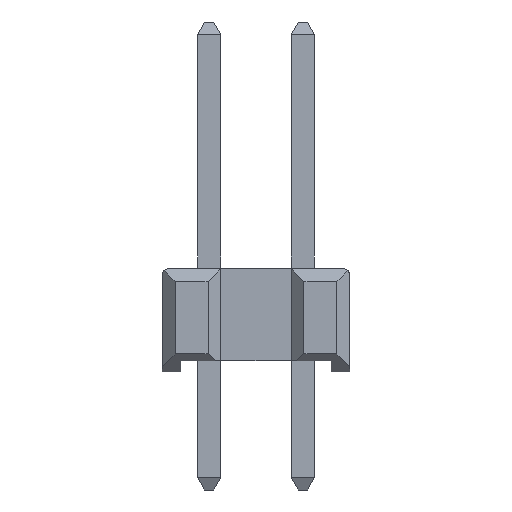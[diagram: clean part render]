
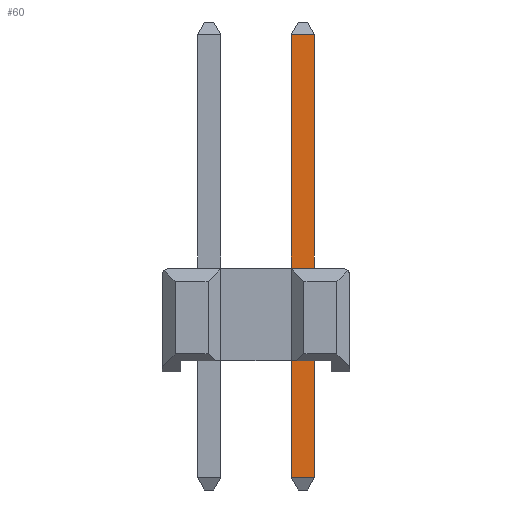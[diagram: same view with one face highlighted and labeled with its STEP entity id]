
A CAD part, left-side view. The second image highlights one B-rep face of the part: STEP entity #60.
In plain terms, the highlighted planar face has unit normal (-1, 0, 0).
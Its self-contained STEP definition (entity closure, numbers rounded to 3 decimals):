
#60=ADVANCED_FACE('',(#128),#1698,.T.);
#128=FACE_OUTER_BOUND('',#196,.T.);
#196=EDGE_LOOP('',(#277,#278,#279,#280));
#277=ORIENTED_EDGE('',*,*,#1437,.T.);
#278=ORIENTED_EDGE('',*,*,#1436,.F.);
#279=ORIENTED_EDGE('',*,*,#1438,.T.);
#280=ORIENTED_EDGE('',*,*,#1427,.F.);
#597=PCURVE('',#1759,#929);
#608=PCURVE('',#1760,#940);
#609=PCURVE('',#1698,#941);
#610=PCURVE('',#1698,#942);
#611=PCURVE('',#1698,#943);
#612=PCURVE('',#1698,#944);
#630=PCURVE('',#1703,#962);
#643=PCURVE('',#1706,#975);
#929=DEFINITIONAL_REPRESENTATION('',(#1819),#4287);
#940=DEFINITIONAL_REPRESENTATION('',(#1839),#4287);
#941=DEFINITIONAL_REPRESENTATION('',(#1841),#4287);
#942=DEFINITIONAL_REPRESENTATION('',(#1842),#4287);
#943=DEFINITIONAL_REPRESENTATION('',(#1844),#4287);
#944=DEFINITIONAL_REPRESENTATION('',(#1845),#4287);
#962=DEFINITIONAL_REPRESENTATION('',(#1871),#4287);
#975=DEFINITIONAL_REPRESENTATION('',(#1891),#4287);
#1261=SURFACE_CURVE('',#1818,(#597,#612),.PCURVE_S1.);
#1270=SURFACE_CURVE('',#1838,(#608,#610),.PCURVE_S1.);
#1271=SURFACE_CURVE('',#1840,(#609,#630),.PCURVE_S1.);
#1272=SURFACE_CURVE('',#1843,(#611,#643),.PCURVE_S1.);
#1427=EDGE_CURVE('',#1595,#1593,#1261,.T.);
#1436=EDGE_CURVE('',#1599,#1600,#1270,.T.);
#1437=EDGE_CURVE('',#1595,#1600,#1271,.T.);
#1438=EDGE_CURVE('',#1599,#1593,#1272,.T.);
#1593=VERTEX_POINT('',#2825);
#1595=VERTEX_POINT('',#2827);
#1599=VERTEX_POINT('',#2831);
#1600=VERTEX_POINT('',#2832);
#1698=PLANE('',#2322);
#1703=PLANE('',#2327);
#1706=PLANE('',#2330);
#1759=B_SPLINE_SURFACE_WITH_KNOTS('',1,1,((#2805,#2806),(#2807,#2808)),
 .UNSPECIFIED.,.F.,.F.,.F.,(2,2),(2,2),(-9.358,0.093),
(-0.64,0.01),.UNSPECIFIED.);
#1760=B_SPLINE_SURFACE_WITH_KNOTS('',1,1,((#2810,#2811),(#2812,#2813)),
 .UNSPECIFIED.,.F.,.F.,.F.,(2,2),(2,2),(-0.64,0.01),(-9.358,
0.093),.UNSPECIFIED.);
#1818=B_SPLINE_CURVE_WITH_KNOTS('',1,(#2841,#2842),.UNSPECIFIED.,.F.,.F.,
(2,2),(-20.383,-11.156),.UNSPECIFIED.);
#1819=B_SPLINE_CURVE_WITH_KNOTS('',1,(#2843,#2844),.UNSPECIFIED.,.F.,.F.,
(2,2),(-20.383,-11.156),.UNSPECIFIED.);
#1838=B_SPLINE_CURVE_WITH_KNOTS('',1,(#2887,#2888),.UNSPECIFIED.,.F.,.F.,
(2,2),(-10.526,-1.298),.UNSPECIFIED.);
#1839=B_SPLINE_CURVE_WITH_KNOTS('',1,(#2889,#2890),.UNSPECIFIED.,.F.,.F.,
(2,2),(-10.526,-1.298),.UNSPECIFIED.);
#1840=B_SPLINE_CURVE_WITH_KNOTS('',1,(#2891,#2892),.UNSPECIFIED.,.F.,.F.,
(2,2),(0.,0.63),.UNSPECIFIED.);
#1841=B_SPLINE_CURVE_WITH_KNOTS('',1,(#2893,#2894),.UNSPECIFIED.,.F.,.F.,
(2,2),(0.,0.63),.UNSPECIFIED.);
#1842=B_SPLINE_CURVE_WITH_KNOTS('',1,(#2895,#2896),.UNSPECIFIED.,.F.,.F.,
(2,2),(-10.526,-1.298),.UNSPECIFIED.);
#1843=B_SPLINE_CURVE_WITH_KNOTS('',1,(#2897,#2898),.UNSPECIFIED.,.F.,.F.,
(2,2),(10.526,11.156),.UNSPECIFIED.);
#1844=B_SPLINE_CURVE_WITH_KNOTS('',1,(#2899,#2900),.UNSPECIFIED.,.F.,.F.,
(2,2),(10.526,11.156),.UNSPECIFIED.);
#1845=B_SPLINE_CURVE_WITH_KNOTS('',1,(#2901,#2902),.UNSPECIFIED.,.F.,.F.,
(2,2),(-20.383,-11.156),.UNSPECIFIED.);
#1871=B_SPLINE_CURVE_WITH_KNOTS('',1,(#2953,#2954),.UNSPECIFIED.,.F.,.F.,
(2,2),(0.,0.63),.UNSPECIFIED.);
#1891=B_SPLINE_CURVE_WITH_KNOTS('',1,(#2993,#2994),.UNSPECIFIED.,.F.,.F.,
(2,2),(10.526,11.156),.UNSPECIFIED.);
#2322=AXIS2_PLACEMENT_3D('',#2814,#2388,$);
#2327=AXIS2_PLACEMENT_3D('',#2819,#2393,$);
#2330=AXIS2_PLACEMENT_3D('',#2822,#2396,$);
#2388=DIRECTION('',(-1.,0.,0.));
#2393=DIRECTION('',(-0.873,0.,0.488));
#2396=DIRECTION('',(-0.873,0.,-0.487));
#2805=CARTESIAN_POINT('',(-0.325,-1.585,9.326));
#2806=CARTESIAN_POINT('',(0.325,-1.585,9.326));
#2807=CARTESIAN_POINT('',(-0.325,-1.585,-2.981));
#2808=CARTESIAN_POINT('',(0.325,-1.585,-2.981));
#2810=CARTESIAN_POINT('',(-0.325,-0.955,9.326));
#2811=CARTESIAN_POINT('',(-0.325,-0.955,-2.981));
#2812=CARTESIAN_POINT('',(0.325,-0.955,9.326));
#2813=CARTESIAN_POINT('',(0.325,-0.955,-2.981));
#2814=CARTESIAN_POINT('',(-0.315,-1.595,9.326));
#2819=CARTESIAN_POINT('',(-0.12,-1.595,9.504));
#2822=CARTESIAN_POINT('',(-0.12,-1.595,-3.209));
#2825=CARTESIAN_POINT('',(-0.315,-1.585,-2.86));
#2827=CARTESIAN_POINT('',(-0.315,-1.585,9.156));
#2831=CARTESIAN_POINT('',(-0.315,-0.955,-2.86));
#2832=CARTESIAN_POINT('',(-0.315,-0.955,9.156));
#2841=CARTESIAN_POINT('',(-0.315,-1.585,9.156));
#2842=CARTESIAN_POINT('',(-0.315,-1.585,-2.86));
#2843=CARTESIAN_POINT('',(-9.227,-0.63));
#2844=CARTESIAN_POINT('',(0.,-0.63));
#2887=CARTESIAN_POINT('',(-0.315,-0.955,-2.86));
#2888=CARTESIAN_POINT('',(-0.315,-0.955,9.156));
#2889=CARTESIAN_POINT('',(-0.63,0.));
#2890=CARTESIAN_POINT('',(-0.63,-9.227));
#2891=CARTESIAN_POINT('',(-0.315,-1.585,9.156));
#2892=CARTESIAN_POINT('',(-0.315,-0.955,9.156));
#2893=CARTESIAN_POINT('',(0.,0.038));
#2894=CARTESIAN_POINT('',(0.63,0.038));
#2895=CARTESIAN_POINT('',(0.63,9.266));
#2896=CARTESIAN_POINT('',(0.63,0.038));
#2897=CARTESIAN_POINT('',(-0.315,-0.955,-2.86));
#2898=CARTESIAN_POINT('',(-0.315,-1.585,-2.86));
#2899=CARTESIAN_POINT('',(0.63,9.266));
#2900=CARTESIAN_POINT('',(0.,9.266));
#2901=CARTESIAN_POINT('',(0.,0.038));
#2902=CARTESIAN_POINT('',(0.,9.266));
#2953=CARTESIAN_POINT('',(-0.44,0.39));
#2954=CARTESIAN_POINT('',(0.19,0.39));
#2993=CARTESIAN_POINT('',(0.389,0.19));
#2994=CARTESIAN_POINT('',(0.389,-0.44));
#4287=(
GEOMETRIC_REPRESENTATION_CONTEXT(2)
PARAMETRIC_REPRESENTATION_CONTEXT()
REPRESENTATION_CONTEXT('pspace','')
);
